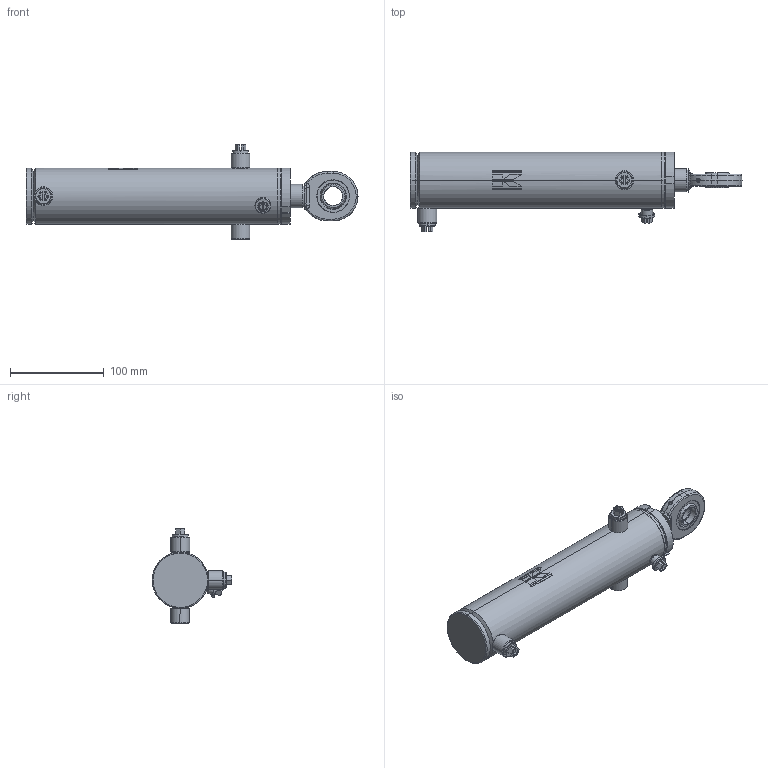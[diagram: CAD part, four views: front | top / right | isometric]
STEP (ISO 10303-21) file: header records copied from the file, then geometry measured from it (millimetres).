
FILE_DESCRIPTION (( 'STEP AP214' ), '1' );
FILE_NAME ('CFGCY0079644-Cylinder.step', '2026-03-09T14:00:19', ( 'Kramp IT' ), ( 'Kramp' ), 'SwSTEP 2.0', 'SolidWorks 2025', '' );
FILE_SCHEMA (( 'AUTOMOTIVE_DESIGN' ));
Length unit declared in the file: millimetre
Products named in the file (19): DS2905004S_Simplified; Tube-WA_Simplified; Rod-WA_Simplified; DS2905013025VM_Simplified; GK20DO-RD; DS2905004SVM_Simplified; SPM12M; LSNM1215; 91655; DC3905001; ATT-NONE; MATE-AID; GK20DO; Tube_Simplified; CFGCY0079644-Cylinder; Rod_Simplified; Tube-MA_Simplified; DS2905013025_Simplified
Assembly tree (20 placements, depth 4):
  ATT-NONE
  MATE-AID
  CFGCY0079644-Cylinder
    Tube-WA_Simplified
      Tube-MA_Simplified
        Tube_Simplified
        LSNM1215  x2
      LSNM1215
      DC3905001
        DC3905001
    Rod-WA_Simplified
      Rod_Simplified
      GK20DO-RD
        GK20DO
    DS2905013025VM_Simplified
      DS2905013025_Simplified
    DS2905004SVM_Simplified
      DS2905004S_Simplified
    91655
    SPM12M  x3
Bounding box: 354.49 x 85 x 101.08 mm (x, y, z)
Volume: 574688.5 mm3; surface area: 173428.9 mm2
Topology: 15 solids, 15 shells, 617 faces, 1418 edges, 841 vertices
Faces by surface type: plane 226, cylinder 137, cone 113, bspline 98, torus 43
Entity records: 17185 total; most frequent: CARTESIAN_POINT 7557, DIRECTION 1917, ORIENTED_EDGE 1912, EDGE_CURVE 956, AXIS2_PLACEMENT_3D 768, VERTEX_POINT 579, EDGE_LOOP 451, ADVANCED_FACE 411
